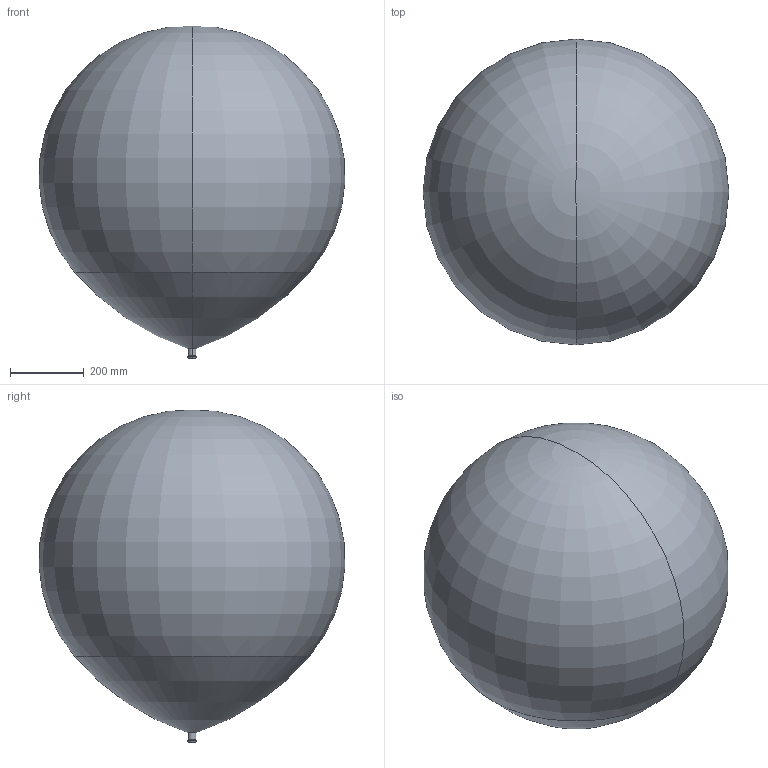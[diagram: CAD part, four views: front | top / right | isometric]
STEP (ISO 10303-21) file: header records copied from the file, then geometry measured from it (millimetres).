
FILE_DESCRIPTION (( 'STEP AP203' ), '1' );
FILE_NAME ('balloonCAD.STEP', '2025-03-14T16:21:48', ( '' ), ( '' ), 'SwSTEP 2.0', 'SolidWorks 2024', '' );
FILE_SCHEMA (( 'CONFIG_CONTROL_DESIGN' ));
Length unit declared in the file: millimetre
Products named in the file (1): balloonCAD
Bounding box: 828.98 x 828.98 x 900 mm (x, y, z)
Volume: 299529021.3 mm3; surface area: 2169852.8 mm2
Topology: 1 solids, 1 shells, 11 faces, 22 edges, 11 vertices
Faces by surface type: torus 8, cylinder 2, plane 1
Entity records: 353 total; most frequent: DIRECTION 62, CARTESIAN_POINT 43, ORIENTED_EDGE 40, AXIS2_PLACEMENT_3D 30, EDGE_CURVE 20, CIRCLE 18, VERTEX_POINT 11, ADVANCED_FACE 11
